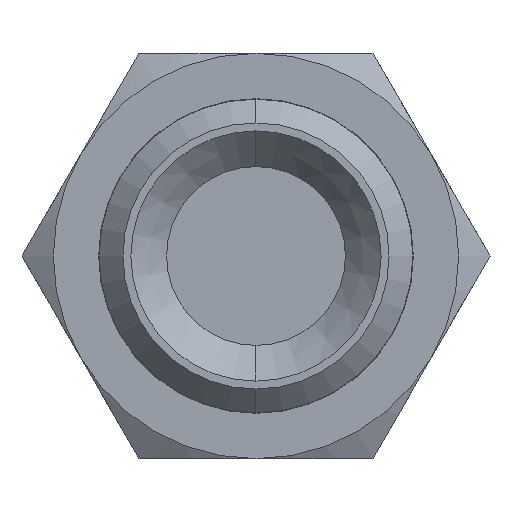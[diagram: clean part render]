
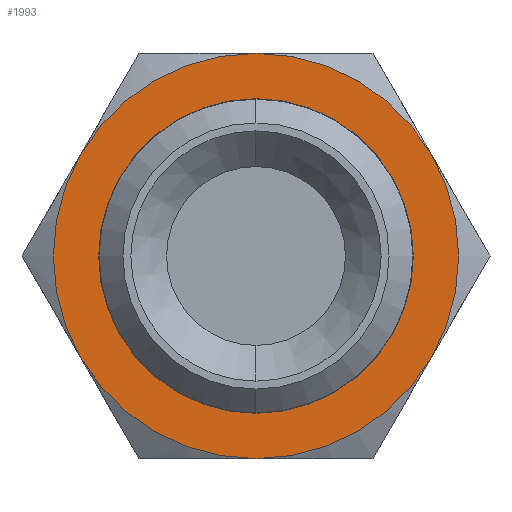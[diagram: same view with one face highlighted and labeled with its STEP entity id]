
A CAD part, front view. The second image highlights one B-rep face of the part: STEP entity #1993.
In plain terms, the highlighted planar face has unit normal (0, -1, 0).
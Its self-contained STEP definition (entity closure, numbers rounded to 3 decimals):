
#202 = CARTESIAN_POINT ( 'NONE',  ( 0., -28.3, 0. ) ) ;
#203 = DIRECTION ( 'NONE',  ( 0., 1., 0. ) ) ;
#204 = DIRECTION ( 'NONE',  ( 0., 0., -1. ) ) ;
#762 = CARTESIAN_POINT ( 'NONE',  ( 0., -28.3, -6.6 ) ) ;
#818 = VERTEX_POINT ( 'NONE', #762 ) ;
#850 = VERTEX_POINT ( 'NONE', #1634 ) ;
#911 = VERTEX_POINT ( 'NONE', #1506 ) ;
#921 = VERTEX_POINT ( 'NONE', #1502 ) ;
#1502 = CARTESIAN_POINT ( 'NONE',  ( 0., -28.3, -8.5 ) ) ;
#1506 = CARTESIAN_POINT ( 'NONE',  ( 0., -28.3, 8.5 ) ) ;
#1634 = CARTESIAN_POINT ( 'NONE',  ( 0., -28.3, 6.6 ) ) ;
#1723 = EDGE_CURVE ( 'NONE', #818, #850, #2900, .T. ) ;
#1825 = EDGE_CURVE ( 'NONE', #850, #818, #4576, .T. ) ;
#1893 = EDGE_CURVE ( 'NONE', #911, #921, #4548, .T. ) ;
#1993 = ADVANCED_FACE ( 'NONE', ( #3548, #3547 ), #3518, .T. ) ;
#1999 = EDGE_CURVE ( 'NONE', #921, #911, #4398, .T. ) ;
#2079 = EDGE_LOOP ( 'NONE', ( #2184, #2214 ) ) ;
#2098 = EDGE_LOOP ( 'NONE', ( #2141, #5276 ) ) ;
#2141 = ORIENTED_EDGE ( 'NONE', *, *, #1825, .T. ) ;
#2184 = ORIENTED_EDGE ( 'NONE', *, *, #1999, .F. ) ;
#2214 = ORIENTED_EDGE ( 'NONE', *, *, #1893, .F. ) ;
#2367 = CARTESIAN_POINT ( 'NONE',  ( 0., -28.3, 0. ) ) ;
#2368 = DIRECTION ( 'NONE',  ( 0., 1., 0. ) ) ;
#2369 = DIRECTION ( 'NONE',  ( 0., 0., 1. ) ) ;
#2900 = CIRCLE ( 'NONE', #2918, 6.6 ) ;
#2918 = AXIS2_PLACEMENT_3D ( 'NONE', #3821, #3759, #3755 ) ;
#3518 = PLANE ( 'NONE',  #4456 ) ;
#3547 = FACE_OUTER_BOUND ( 'NONE', #2079, .T. ) ;
#3548 = FACE_BOUND ( 'NONE', #2098, .T. ) ;
#3561 = CARTESIAN_POINT ( 'NONE',  ( -6.6, -28.3, 0. ) ) ;
#3562 = DIRECTION ( 'NONE',  ( 0., -1., 0. ) ) ;
#3563 = DIRECTION ( 'NONE',  ( 0., 0., -1. ) ) ;
#3605 = CARTESIAN_POINT ( 'NONE',  ( 0., -28.3, 0. ) ) ;
#3606 = DIRECTION ( 'NONE',  ( 0., 1., 0. ) ) ;
#3607 = DIRECTION ( 'NONE',  ( 0., 0., -1. ) ) ;
#3755 = DIRECTION ( 'NONE',  ( 0., 0., 1. ) ) ;
#3759 = DIRECTION ( 'NONE',  ( 0., 1., 0. ) ) ;
#3821 = CARTESIAN_POINT ( 'NONE',  ( 0., -28.3, 0. ) ) ;
#4398 = CIRCLE ( 'NONE', #4583, 8.5 ) ;
#4456 = AXIS2_PLACEMENT_3D ( 'NONE', #3561, #3562, #3563 ) ;
#4548 = CIRCLE ( 'NONE', #4656, 8.5 ) ;
#4568 = AXIS2_PLACEMENT_3D ( 'NONE', #2367, #2368, #2369 ) ;
#4576 = CIRCLE ( 'NONE', #4568, 6.6 ) ;
#4583 = AXIS2_PLACEMENT_3D ( 'NONE', #3605, #3606, #3607 ) ;
#4656 = AXIS2_PLACEMENT_3D ( 'NONE', #202, #203, #204 ) ;
#5276 = ORIENTED_EDGE ( 'NONE', *, *, #1723, .T. ) ;
